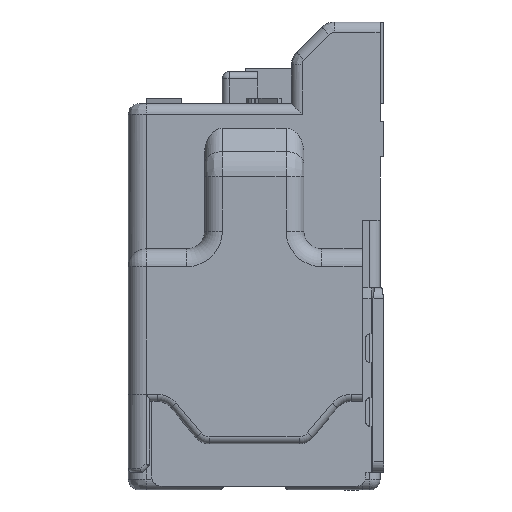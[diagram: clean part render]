
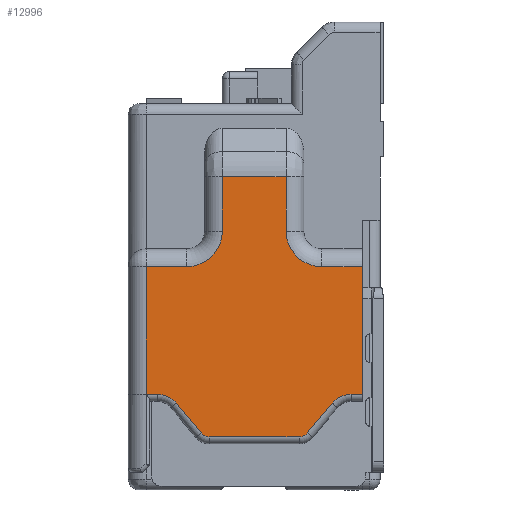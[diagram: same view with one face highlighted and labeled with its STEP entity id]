
A CAD part, left-side view. The second image highlights one B-rep face of the part: STEP entity #12996.
In plain terms, the highlighted planar face has unit normal (-1, 0, 0).
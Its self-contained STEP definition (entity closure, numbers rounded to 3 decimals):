
#934=DIRECTION('',(0.,0.,1.));
#935=VECTOR('',#934,3.6);
#936=CARTESIAN_POINT('',(-4.,-2.2,-6.7));
#937=LINE('',#936,#935);
#3561=DIRECTION('',(0.,-1.,0.));
#3562=VECTOR('',#3561,0.316);
#3563=CARTESIAN_POINT('',(-4.,3.9,
-6.7));
#3564=LINE('',#3563,#3562);
#3731=CARTESIAN_POINT('',(-4.,2.75,-2.1));
#3732=DIRECTION('',(-1.,0.,0.));
#3733=DIRECTION('',(0.,0.,-1.));
#3734=AXIS2_PLACEMENT_3D('',#3731,#3732,#3733);
#3736=CARTESIAN_POINT('',(-4.,-1.05,-2.1));
#3737=DIRECTION('',(-1.,0.,0.));
#3738=DIRECTION('',(0.,1.,0.));
#3739=AXIS2_PLACEMENT_3D('',#3736,#3737,#3738);
#3741=CARTESIAN_POINT('',(-4.,-1.884,-7.4));
#3742=DIRECTION('',(-1.,0.,0.));
#3743=DIRECTION('',(0.,0.,1.));
#3744=AXIS2_PLACEMENT_3D('',#3741,#3742,#3743);
#3746=DIRECTION('',(0.,0.64,-0.768));
#3747=VECTOR('',#3746,1.094);
#3748=CARTESIAN_POINT('',(-4.,-1.346,-6.952));
#3749=LINE('',#3748,#3747);
#3750=CARTESIAN_POINT('',(-4.,-0.416,-7.6));
#3751=DIRECTION('',(1.,0.,0.));
#3752=DIRECTION('',(0.,-0.768,-0.64));
#3753=AXIS2_PLACEMENT_3D('',#3750,#3751,#3752);
#3755=CARTESIAN_POINT('',(-4.,2.116,-7.6));
#3756=DIRECTION('',(1.,0.,0.));
#3757=DIRECTION('',(0.,0.,-1.));
#3758=AXIS2_PLACEMENT_3D('',#3755,#3756,#3757);
#3760=DIRECTION('',(0.,0.64,0.768));
#3761=VECTOR('',#3760,1.094);
#3762=CARTESIAN_POINT('',(-4.,2.346,-7.792));
#3763=LINE('',#3762,#3761);
#3764=CARTESIAN_POINT('',(-4.,3.584,-7.4));
#3765=DIRECTION('',(-1.,0.,0.));
#3766=DIRECTION('',(0.,-0.768,0.64));
#3767=AXIS2_PLACEMENT_3D('',#3764,#3765,#3766);
#3769=DIRECTION('',(0.,1.,0.));
#3770=VECTOR('',#3769,1.15);
#3771=CARTESIAN_POINT('',(-4.,2.75,-3.1));
#3772=LINE('',#3771,#3770);
#4077=DIRECTION('',(0.,1.,0.));
#4078=VECTOR('',#4077,1.15);
#4079=CARTESIAN_POINT('',(-4.,-2.2,-3.1));
#4080=LINE('',#4079,#4078);
#4096=DIRECTION('',(0.,0.,1.));
#4097=VECTOR('',#4096,1.536);
#4098=CARTESIAN_POINT('',(-4.,-0.05,-2.1));
#4099=LINE('',#4098,#4097);
#4119=DIRECTION('',(0.,1.,0.));
#4120=VECTOR('',#4119,1.8);
#4121=CARTESIAN_POINT('',(-4.,-0.05,-0.564));
#4122=LINE('',#4121,#4120);
#4142=DIRECTION('',(0.,0.,-1.));
#4143=VECTOR('',#4142,1.536);
#4144=CARTESIAN_POINT('',(-4.,1.75,-0.564));
#4145=LINE('',#4144,#4143);
#4500=DIRECTION('',(0.,0.,-1.));
#4501=VECTOR('',#4500,3.6);
#4502=CARTESIAN_POINT('',(-4.,3.9,-3.1));
#4503=LINE('',#4502,#4501);
#4513=DIRECTION('',(0.,-1.,0.));
#4514=VECTOR('',#4513,0.316);
#4515=CARTESIAN_POINT('',(-4.,-1.884,-6.7));
#4516=LINE('',#4515,#4514);
#4575=DIRECTION('',(0.,-1.,0.));
#4576=VECTOR('',#4575,2.532);
#4577=CARTESIAN_POINT('',(-4.,2.116,-7.9));
#4578=LINE('',#4577,#4576);
#6475=CARTESIAN_POINT('',(-4.,-2.2,-6.7));
#6476=VERTEX_POINT('',#6475);
#6477=CARTESIAN_POINT('',(-4.,-2.2,-3.1));
#6478=VERTEX_POINT('',#6477);
#7066=CARTESIAN_POINT('',(-4.,3.9,
-6.7));
#7068=VERTEX_POINT('',#7066);
#7071=CARTESIAN_POINT('',(-4.,3.584,-6.7));
#7072=VERTEX_POINT('',#7071);
#7075=CARTESIAN_POINT('',(-4.,3.046,-6.952));
#7076=VERTEX_POINT('',#7075);
#7077=CARTESIAN_POINT('',(-4.,2.75,-3.1));
#7078=CARTESIAN_POINT('',(-4.,3.9,-3.1));
#7079=VERTEX_POINT('',#7077);
#7080=VERTEX_POINT('',#7078);
#7081=CARTESIAN_POINT('',(-4.,1.75,-2.1));
#7082=VERTEX_POINT('',#7081);
#7083=CARTESIAN_POINT('',(-4.,1.75,-0.564));
#7084=VERTEX_POINT('',#7083);
#7085=CARTESIAN_POINT('',(-4.,-0.05,-0.564));
#7086=VERTEX_POINT('',#7085);
#7087=CARTESIAN_POINT('',(-4.,-0.05,-2.1));
#7088=VERTEX_POINT('',#7087);
#7089=CARTESIAN_POINT('',(-4.,-1.05,-3.1));
#7090=VERTEX_POINT('',#7089);
#7091=CARTESIAN_POINT('',(-4.,-1.884,-6.7));
#7092=VERTEX_POINT('',#7091);
#7093=CARTESIAN_POINT('',(-4.,-1.346,-6.952));
#7094=VERTEX_POINT('',#7093);
#7095=CARTESIAN_POINT('',(-4.,-0.646,-7.792));
#7096=VERTEX_POINT('',#7095);
#7097=CARTESIAN_POINT('',(-4.,-0.416,-7.9));
#7098=VERTEX_POINT('',#7097);
#7099=CARTESIAN_POINT('',(-4.,2.116,-7.9));
#7100=VERTEX_POINT('',#7099);
#7101=CARTESIAN_POINT('',(-4.,2.346,-7.792));
#7102=VERTEX_POINT('',#7101);
#12956=CARTESIAN_POINT('',(-4.,-2.7,0.));
#12957=DIRECTION('',(-1.,0.,0.));
#12958=DIRECTION('',(0.,-1.,0.));
#12959=AXIS2_PLACEMENT_3D('',#12956,#12957,#12958);
#12960=PLANE('',#12959);
#12962=ORIENTED_EDGE('',*,*,#12961,.F.);
#12964=ORIENTED_EDGE('',*,*,#12963,.T.);
#12966=ORIENTED_EDGE('',*,*,#12965,.F.);
#12968=ORIENTED_EDGE('',*,*,#12967,.F.);
#12970=ORIENTED_EDGE('',*,*,#12969,.F.);
#12972=ORIENTED_EDGE('',*,*,#12971,.T.);
#12974=ORIENTED_EDGE('',*,*,#12973,.F.);
#12975=ORIENTED_EDGE('',*,*,#9075,.F.);
#12977=ORIENTED_EDGE('',*,*,#12976,.F.);
#12979=ORIENTED_EDGE('',*,*,#12978,.T.);
#12981=ORIENTED_EDGE('',*,*,#12980,.T.);
#12983=ORIENTED_EDGE('',*,*,#12982,.T.);
#12985=ORIENTED_EDGE('',*,*,#12984,.F.);
#12987=ORIENTED_EDGE('',*,*,#12986,.T.);
#12988=ORIENTED_EDGE('',*,*,#12946,.T.);
#12990=ORIENTED_EDGE('',*,*,#12989,.T.);
#12991=ORIENTED_EDGE('',*,*,#12679,.F.);
#12993=ORIENTED_EDGE('',*,*,#12992,.F.);
#12994=EDGE_LOOP('',(#12962,#12964,#12966,#12968,#12970,#12972,#12974,#12975,
#12977,#12979,#12981,#12983,#12985,#12987,#12988,#12990,#12991,#12993));
#12995=FACE_OUTER_BOUND('',#12994,.F.);
#3735=CIRCLE('',#3734,1.);
#3740=CIRCLE('',#3739,1.);
#3745=CIRCLE('',#3744,0.7);
#3754=CIRCLE('',#3753,0.3);
#3759=CIRCLE('',#3758,0.3);
#3768=CIRCLE('',#3767,0.7);
#9075=EDGE_CURVE('',#6476,#6478,#937,.T.);
#12679=EDGE_CURVE('',#7068,#7072,#3564,.T.);
#12946=EDGE_CURVE('',#7102,#7076,#3763,.T.);
#12961=EDGE_CURVE('',#7079,#7080,#3772,.T.);
#12963=EDGE_CURVE('',#7079,#7082,#3735,.T.);
#12965=EDGE_CURVE('',#7084,#7082,#4145,.T.);
#12967=EDGE_CURVE('',#7086,#7084,#4122,.T.);
#12969=EDGE_CURVE('',#7088,#7086,#4099,.T.);
#12971=EDGE_CURVE('',#7088,#7090,#3740,.T.);
#12973=EDGE_CURVE('',#6478,#7090,#4080,.T.);
#12976=EDGE_CURVE('',#7092,#6476,#4516,.T.);
#12978=EDGE_CURVE('',#7092,#7094,#3745,.T.);
#12980=EDGE_CURVE('',#7094,#7096,#3749,.T.);
#12982=EDGE_CURVE('',#7096,#7098,#3754,.T.);
#12984=EDGE_CURVE('',#7100,#7098,#4578,.T.);
#12986=EDGE_CURVE('',#7100,#7102,#3759,.T.);
#12989=EDGE_CURVE('',#7076,#7072,#3768,.T.);
#12992=EDGE_CURVE('',#7080,#7068,#4503,.T.);
#12996=ADVANCED_FACE('',(#12995),#12960,.T.);
